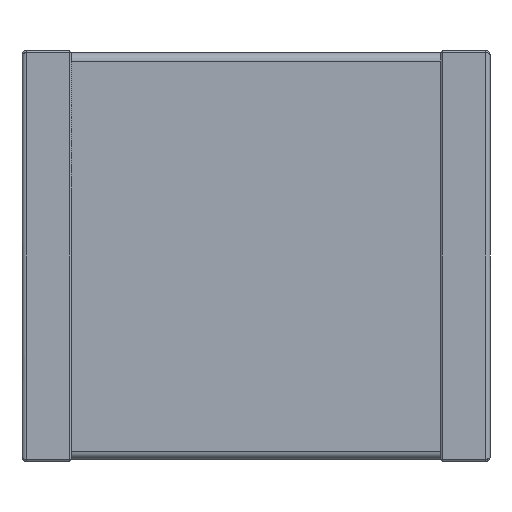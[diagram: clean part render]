
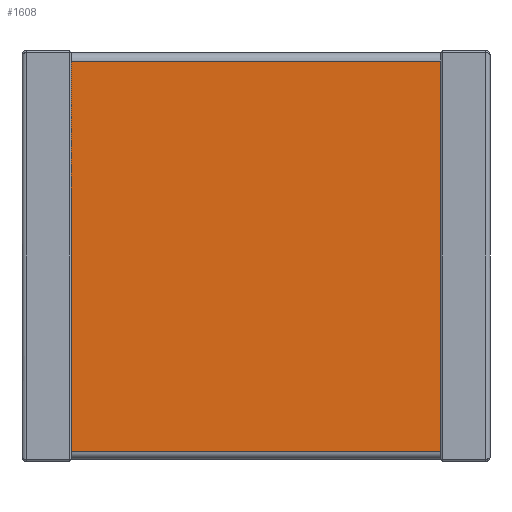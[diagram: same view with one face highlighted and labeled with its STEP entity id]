
A CAD part, front view. The second image highlights one B-rep face of the part: STEP entity #1608.
In plain terms, the highlighted planar face has unit normal (0, -1, 0).
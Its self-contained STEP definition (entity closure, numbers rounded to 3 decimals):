
#24 = CARTESIAN_POINT ( 'NONE',  ( -2.25, 0.025, -2.375 ) ) ;
#38 = VERTEX_POINT ( 'NONE', #1065 ) ;
#126 = EDGE_CURVE ( 'NONE', #1605, #1953, #878, .T. ) ;
#155 = ORIENTED_EDGE ( 'NONE', *, *, #1689, .T. ) ;
#193 = LINE ( 'NONE', #2622, #1905 ) ;
#221 = LINE ( 'NONE', #1500, #1449 ) ;
#388 = DIRECTION ( 'NONE',  ( 1., 0., 0. ) ) ;
#473 = EDGE_CURVE ( 'NONE', #1566, #38, #193, .T. ) ;
#475 = CARTESIAN_POINT ( 'NONE',  ( 2.25, 0.025, -2.475 ) ) ;
#878 = LINE ( 'NONE', #2327, #1148 ) ;
#916 = CARTESIAN_POINT ( 'NONE',  ( -2.25, 0.025, 2.375 ) ) ;
#1000 = EDGE_CURVE ( 'NONE', #1605, #38, #221, .T. ) ;
#1028 = ORIENTED_EDGE ( 'NONE', *, *, #1000, .F. ) ;
#1065 = CARTESIAN_POINT ( 'NONE',  ( 2.25, 0.025, -2.375 ) ) ;
#1148 = VECTOR ( 'NONE', #2532, 1000. ) ;
#1231 = CARTESIAN_POINT ( 'NONE',  ( 2.25, 0.025, 2.375 ) ) ;
#1271 = DIRECTION ( 'NONE',  ( 0., 1., 0. ) ) ;
#1325 = LINE ( 'NONE', #1879, #1439 ) ;
#1439 = VECTOR ( 'NONE', #1493, 1000. ) ;
#1449 = VECTOR ( 'NONE', #1506, 1000. ) ;
#1493 = DIRECTION ( 'NONE',  ( 0., 0., -1. ) ) ;
#1500 = CARTESIAN_POINT ( 'NONE',  ( 2.25, 0.025, -2.475 ) ) ;
#1506 = DIRECTION ( 'NONE',  ( 0., 0., -1. ) ) ;
#1566 = VERTEX_POINT ( 'NONE', #24 ) ;
#1605 = VERTEX_POINT ( 'NONE', #1231 ) ;
#1608 = ADVANCED_FACE ( 'NONE', ( #1882 ), #1710, .F. ) ;
#1689 = EDGE_CURVE ( 'NONE', #1953, #1566, #1325, .T. ) ;
#1710 = PLANE ( 'NONE',  #2202 ) ;
#1820 = ORIENTED_EDGE ( 'NONE', *, *, #473, .T. ) ;
#1833 = EDGE_LOOP ( 'NONE', ( #155, #1820, #1028, #2421 ) ) ;
#1879 = CARTESIAN_POINT ( 'NONE',  ( -2.25, 0.025, -2.475 ) ) ;
#1882 = FACE_OUTER_BOUND ( 'NONE', #1833, .T. ) ;
#1905 = VECTOR ( 'NONE', #388, 1000. ) ;
#1953 = VERTEX_POINT ( 'NONE', #916 ) ;
#2103 = DIRECTION ( 'NONE',  ( 0., 0., 1. ) ) ;
#2202 = AXIS2_PLACEMENT_3D ( 'NONE', #475, #1271, #2103 ) ;
#2327 = CARTESIAN_POINT ( 'NONE',  ( 2.25, 0.025, 2.375 ) ) ;
#2421 = ORIENTED_EDGE ( 'NONE', *, *, #126, .T. ) ;
#2532 = DIRECTION ( 'NONE',  ( -1., 0., 0. ) ) ;
#2622 = CARTESIAN_POINT ( 'NONE',  ( 2.25, 0.025, -2.375 ) ) ;
